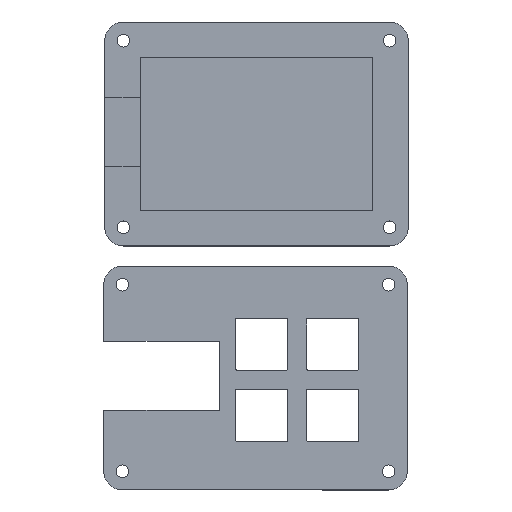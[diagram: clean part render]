
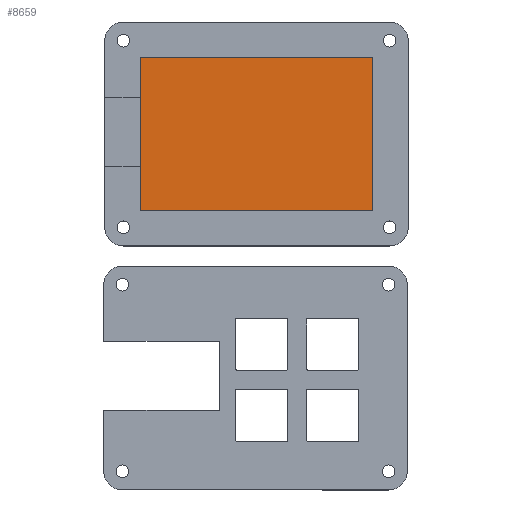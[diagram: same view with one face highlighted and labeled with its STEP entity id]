
A CAD part, top view. The second image highlights one B-rep face of the part: STEP entity #8659.
In plain terms, the highlighted planar face has unit normal (0, 0, 1).
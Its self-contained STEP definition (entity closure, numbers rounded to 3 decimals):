
#332=PLANE('',#8930);
#791=FACE_OUTER_BOUND('',#1303,.T.);
#1303=EDGE_LOOP('',(#7877,#7878,#7879,#7880));
#1969=LINE('',#17430,#2633);
#1970=LINE('',#17432,#2634);
#1971=LINE('',#17434,#2635);
#1972=LINE('',#17435,#2636);
#2633=VECTOR('',#10094,10.);
#2634=VECTOR('',#10095,10.);
#2635=VECTOR('',#10096,10.);
#2636=VECTOR('',#10097,10.);
#4051=VERTEX_POINT('',#17428);
#4052=VERTEX_POINT('',#17429);
#4053=VERTEX_POINT('',#17431);
#4054=VERTEX_POINT('',#17433);
#5333=EDGE_CURVE('',#4051,#4052,#1969,.T.);
#5334=EDGE_CURVE('',#4053,#4051,#1970,.T.);
#5335=EDGE_CURVE('',#4054,#4053,#1971,.T.);
#5336=EDGE_CURVE('',#4052,#4054,#1972,.T.);
#7877=ORIENTED_EDGE('',*,*,#5333,.F.);
#7878=ORIENTED_EDGE('',*,*,#5334,.F.);
#7879=ORIENTED_EDGE('',*,*,#5335,.F.);
#7880=ORIENTED_EDGE('',*,*,#5336,.F.);
#8659=ADVANCED_FACE('',(#791),#332,.T.);
#8930=AXIS2_PLACEMENT_3D('',#17427,#10092,#10093);
#10092=DIRECTION('center_axis',(0.,0.,1.));
#10093=DIRECTION('ref_axis',(1.,0.,0.));
#10094=DIRECTION('',(-1.,0.,0.));
#10095=DIRECTION('',(0.,-1.,0.));
#10096=DIRECTION('',(1.,0.,0.));
#10097=DIRECTION('',(0.,1.,0.));
#17427=CARTESIAN_POINT('Origin',(38.85,0.5,3.));
#17428=CARTESIAN_POINT('',(70.,-20.,3.));
#17429=CARTESIAN_POINT('',(7.7,-20.,3.));
#17430=CARTESIAN_POINT('',(54.425,-20.,3.));
#17431=CARTESIAN_POINT('',(70.,21.,3.));
#17432=CARTESIAN_POINT('',(70.,10.75,3.));
#17433=CARTESIAN_POINT('',(7.7,21.,3.));
#17434=CARTESIAN_POINT('',(23.275,21.,3.));
#17435=CARTESIAN_POINT('',(7.7,-9.75,3.));
